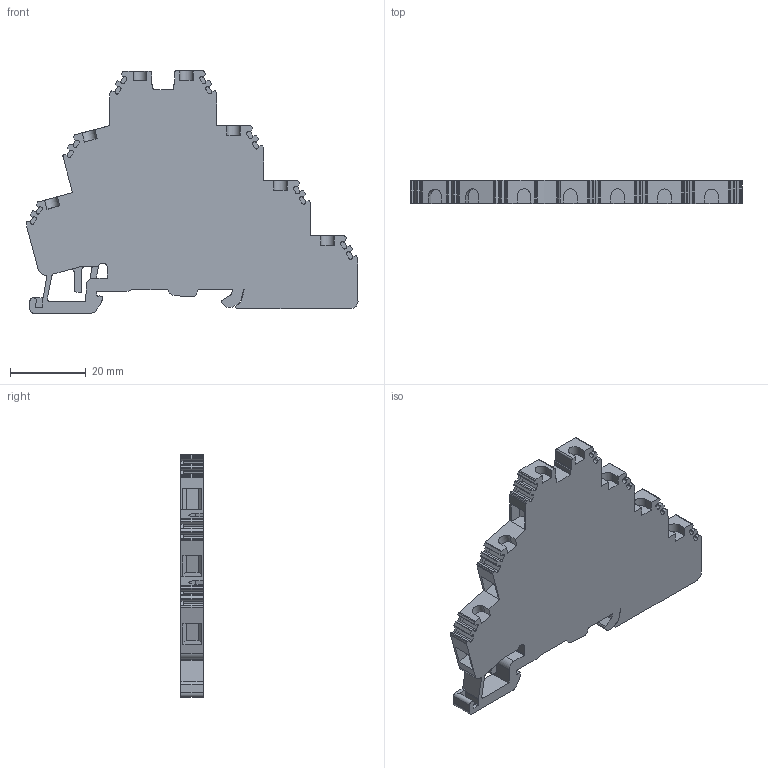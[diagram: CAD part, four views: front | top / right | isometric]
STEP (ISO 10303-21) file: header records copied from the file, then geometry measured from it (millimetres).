
FILE_DESCRIPTION( ( 'Unknown' ), '1' );
FILE_NAME( 'CTLG2.5.stp', 'Unknown', ( 'Unknown' ), ( 'Unknown' ), 'PSStep 14.0', 'Unknown', ' ' );
FILE_SCHEMA( ( 'AUTOMOTIVE_DESIGN { 1 0 10303 214 1 1 1 1 }' ) );
Length unit declared in the file: millimetre
Products named in the file (1): 1
Bounding box: 87.84 x 6 x 64.09 mm (x, y, z)
Volume: 19750.3 mm3; surface area: 10288.1 mm2
Topology: 1 solids, 1 shells, 396 faces, 1160 edges, 767 vertices
Faces by surface type: plane 240, cylinder 156
Entity records: 16352 total; most frequent: CARTESIAN_POINT 2324, ORIENTED_EDGE 2320, DIRECTION 2282, EDGE_CURVE 1160, LINE 832, VECTOR 832, VERTEX_POINT 767, AXIS2_PLACEMENT_3D 725
